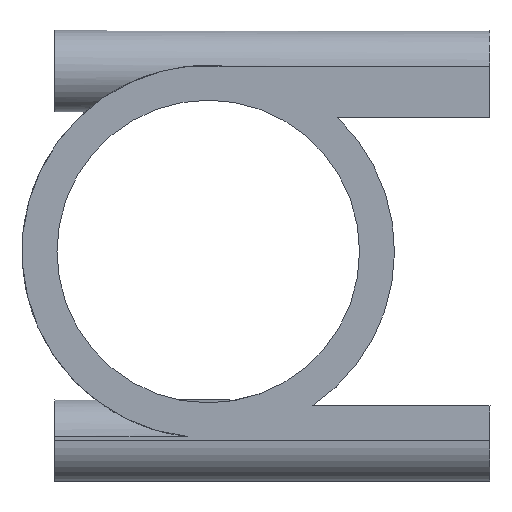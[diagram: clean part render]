
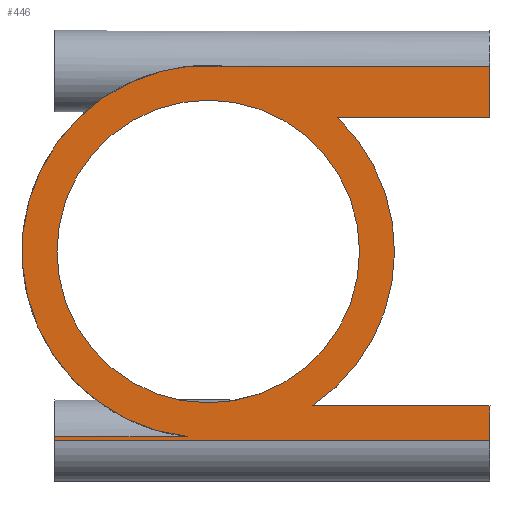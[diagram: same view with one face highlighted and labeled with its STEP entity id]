
A CAD part, left-side view. The second image highlights one B-rep face of the part: STEP entity #446.
In plain terms, the highlighted planar face has unit normal (-1, 0, 0).
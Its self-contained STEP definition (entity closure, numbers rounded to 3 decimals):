
#19=FACE_BOUND('',#80,.T.);
#31=PLANE('',#499);
#52=FACE_OUTER_BOUND('',#79,.T.);
#79=EDGE_LOOP('',(#382,#383,#384,#385,#386,#387,#388,#389,#390,#391,#392));
#80=EDGE_LOOP('',(#393));
#95=LINE('',#793,#131);
#98=LINE('',#801,#134);
#102=LINE('',#814,#138);
#109=LINE('',#835,#145);
#113=LINE('',#845,#149);
#117=LINE('',#855,#153);
#118=LINE('',#857,#154);
#119=LINE('',#860,#155);
#131=VECTOR('',#542,10.);
#134=VECTOR('',#551,10.);
#138=VECTOR('',#565,10.);
#145=VECTOR('',#584,10.);
#149=VECTOR('',#594,10.);
#153=VECTOR('',#606,10.);
#154=VECTOR('',#607,10.);
#155=VECTOR('',#610,10.);
#160=CIRCLE('',#467,16.);
#163=CIRCLE('',#471,16.);
#176=CIRCLE('',#500,16.);
#177=CIRCLE('',#501,13.);
#188=VERTEX_POINT('',#630);
#189=VERTEX_POINT('',#637);
#199=VERTEX_POINT('',#681);
#207=VERTEX_POINT('',#791);
#209=VERTEX_POINT('',#799);
#213=VERTEX_POINT('',#812);
#221=VERTEX_POINT('',#834);
#223=VERTEX_POINT('',#842);
#226=VERTEX_POINT('',#854);
#227=VERTEX_POINT('',#856);
#228=VERTEX_POINT('',#858);
#229=VERTEX_POINT('',#861);
#231=EDGE_CURVE('',#188,#189,#160,.T.);
#242=EDGE_CURVE('',#199,#188,#163,.T.);
#254=EDGE_CURVE('',#199,#207,#95,.T.);
#258=EDGE_CURVE('',#207,#209,#98,.T.);
#264=EDGE_CURVE('',#213,#189,#102,.T.);
#274=EDGE_CURVE('',#213,#221,#109,.T.);
#279=EDGE_CURVE('',#223,#209,#113,.T.);
#284=EDGE_CURVE('',#226,#223,#117,.T.);
#285=EDGE_CURVE('',#227,#226,#118,.T.);
#286=EDGE_CURVE('',#228,#227,#176,.T.);
#287=EDGE_CURVE('',#221,#228,#119,.T.);
#288=EDGE_CURVE('',#229,#229,#177,.T.);
#382=ORIENTED_EDGE('',*,*,#279,.F.);
#383=ORIENTED_EDGE('',*,*,#284,.F.);
#384=ORIENTED_EDGE('',*,*,#285,.F.);
#385=ORIENTED_EDGE('',*,*,#286,.F.);
#386=ORIENTED_EDGE('',*,*,#287,.F.);
#387=ORIENTED_EDGE('',*,*,#274,.F.);
#388=ORIENTED_EDGE('',*,*,#264,.T.);
#389=ORIENTED_EDGE('',*,*,#231,.F.);
#390=ORIENTED_EDGE('',*,*,#242,.F.);
#391=ORIENTED_EDGE('',*,*,#254,.T.);
#392=ORIENTED_EDGE('',*,*,#258,.T.);
#393=ORIENTED_EDGE('',*,*,#288,.F.);
#446=ADVANCED_FACE('',(#52,#19),#31,.T.);
#467=AXIS2_PLACEMENT_3D('',#638,#511,#512);
#471=AXIS2_PLACEMENT_3D('',#712,#522,#523);
#499=AXIS2_PLACEMENT_3D('',#853,#604,#605);
#500=AXIS2_PLACEMENT_3D('',#859,#608,#609);
#501=AXIS2_PLACEMENT_3D('',#862,#611,#612);
#511=DIRECTION('center_axis',(1.,0.,0.));
#512=DIRECTION('ref_axis',(0.,0.,-1.));
#522=DIRECTION('center_axis',(1.,0.,0.));
#523=DIRECTION('ref_axis',(0.,0.,-1.));
#542=DIRECTION('',(0.,1.,0.));
#551=DIRECTION('',(0.,0.,-1.));
#565=DIRECTION('',(0.,1.,0.));
#584=DIRECTION('',(0.,0.,-1.));
#594=DIRECTION('',(0.,1.,0.));
#604=DIRECTION('center_axis',(-1.,0.,0.));
#605=DIRECTION('ref_axis',(0.,0.,1.));
#606=DIRECTION('',(0.,0.,-1.));
#607=DIRECTION('',(0.,-1.,0.));
#608=DIRECTION('center_axis',(1.,0.,0.));
#609=DIRECTION('ref_axis',(0.,0.,-1.));
#610=DIRECTION('',(0.,1.,0.));
#611=DIRECTION('center_axis',(-1.,0.,0.));
#612=DIRECTION('ref_axis',(0.,0.,-1.));
#630=CARTESIAN_POINT('',(-61.,335.82,11.987));
#637=CARTESIAN_POINT('',(-61.,330.,12.398));
#638=CARTESIAN_POINT('Origin',(-61.,331.8,-3.5));
#681=CARTESIAN_POINT('',(-61.,333.6,-19.398));
#712=CARTESIAN_POINT('Origin',(-61.,331.8,-3.5));
#791=CARTESIAN_POINT('',(-61.,345.,-19.398));
#793=CARTESIAN_POINT('',(-61.,330.,-19.398));
#799=CARTESIAN_POINT('',(-61.,345.,-19.756));
#801=CARTESIAN_POINT('',(-61.,345.,-20.542));
#812=CARTESIAN_POINT('',(-61.,307.6,12.398));
#814=CARTESIAN_POINT('',(-61.,328.85,12.398));
#834=CARTESIAN_POINT('',(-61.,307.6,7.987));
#835=CARTESIAN_POINT('',(-61.,307.6,2.051));
#842=CARTESIAN_POINT('',(-61.,307.6,-19.756));
#845=CARTESIAN_POINT('',(-61.,330.,-19.756));
#853=CARTESIAN_POINT('Origin',(-61.,327.7,-3.885));
#854=CARTESIAN_POINT('',(-61.,307.6,-16.756));
#855=CARTESIAN_POINT('',(-61.,307.6,-13.57));
#856=CARTESIAN_POINT('',(-61.,322.84,-16.756));
#857=CARTESIAN_POINT('',(-61.,317.65,-16.756));
#858=CARTESIAN_POINT('',(-61.,320.662,7.987));
#859=CARTESIAN_POINT('Origin',(-61.,331.8,-3.5));
#860=CARTESIAN_POINT('',(-61.,324.181,7.987));
#861=CARTESIAN_POINT('',(-61.,331.8,9.5));
#862=CARTESIAN_POINT('Origin',(-61.,331.8,-3.5));
